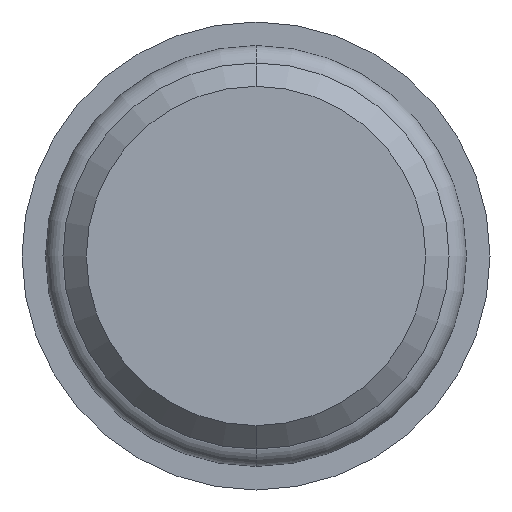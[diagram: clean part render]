
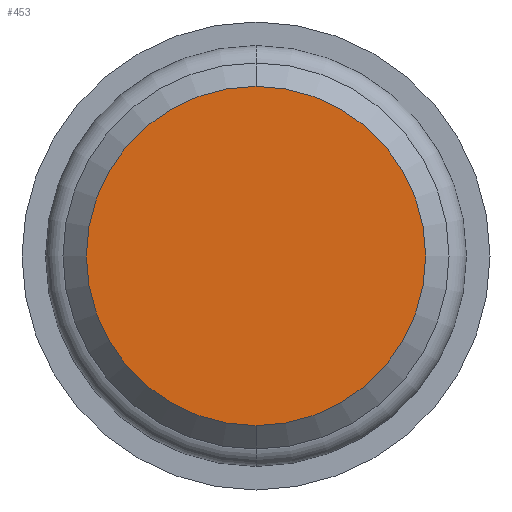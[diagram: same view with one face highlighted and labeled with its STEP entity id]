
A CAD part, front view. The second image highlights one B-rep face of the part: STEP entity #453.
In plain terms, the highlighted planar face has unit normal (0, -1, 0).
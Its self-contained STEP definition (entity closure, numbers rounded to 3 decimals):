
#33 = CARTESIAN_POINT ( 'NONE',  ( 0., 0., 7.25 ) ) ;
#50 = CARTESIAN_POINT ( 'NONE',  ( 0., 0., 0. ) ) ;
#69 = AXIS2_PLACEMENT_3D ( 'NONE', #50, #72, #71 ) ;
#70 = CIRCLE ( 'NONE', #69, 7.25 ) ;
#71 = DIRECTION ( 'NONE',  ( 0., 0., -1. ) ) ;
#72 = DIRECTION ( 'NONE',  ( 0., -1., 0. ) ) ;
#81 = CARTESIAN_POINT ( 'NONE',  ( 0., 0., -7.25 ) ) ;
#452 = ORIENTED_EDGE ( 'NONE', *, *, #1334, .T. ) ;
#453 = ADVANCED_FACE ( 'NONE', ( #788 ), #807, .T. ) ;
#456 = EDGE_CURVE ( 'NONE', #1195, #1337, #805, .T. ) ;
#468 = EDGE_LOOP ( 'NONE', ( #469, #452 ) ) ;
#469 = ORIENTED_EDGE ( 'NONE', *, *, #456, .T. ) ;
#780 = CARTESIAN_POINT ( 'NONE',  ( 7.25, 0., 0. ) ) ;
#785 = DIRECTION ( 'NONE',  ( 0., -1., 0. ) ) ;
#787 = AXIS2_PLACEMENT_3D ( 'NONE', #780, #785, #789 ) ;
#788 = FACE_OUTER_BOUND ( 'NONE', #468, .T. ) ;
#789 = DIRECTION ( 'NONE',  ( 0., 0., -1. ) ) ;
#796 = CARTESIAN_POINT ( 'NONE',  ( 0., 0., 0. ) ) ;
#802 = DIRECTION ( 'NONE',  ( 0., 0., -1. ) ) ;
#803 = DIRECTION ( 'NONE',  ( 0., -1., 0. ) ) ;
#804 = AXIS2_PLACEMENT_3D ( 'NONE', #796, #803, #802 ) ;
#805 = CIRCLE ( 'NONE', #804, 7.25 ) ;
#807 = PLANE ( 'NONE',  #787 ) ;
#1195 = VERTEX_POINT ( 'NONE', #33 ) ;
#1334 = EDGE_CURVE ( 'NONE', #1337, #1195, #70, .T. ) ;
#1337 = VERTEX_POINT ( 'NONE', #81 ) ;
